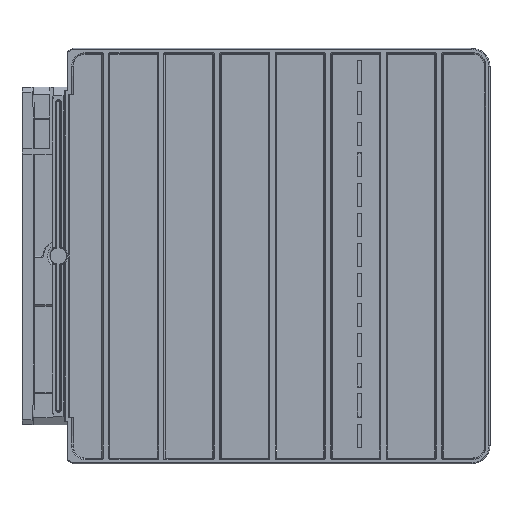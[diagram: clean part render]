
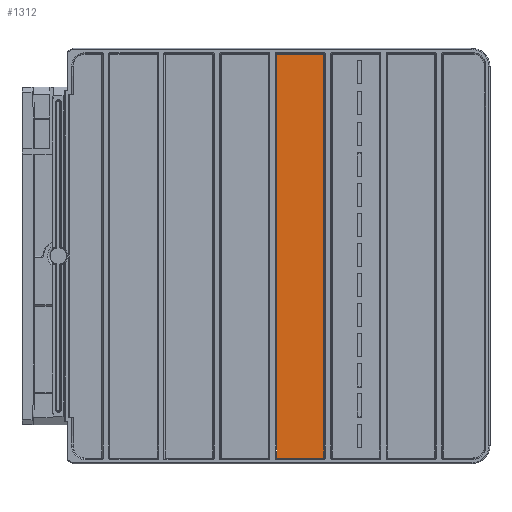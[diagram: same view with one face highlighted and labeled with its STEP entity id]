
A CAD part, front view. The second image highlights one B-rep face of the part: STEP entity #1312.
In plain terms, the highlighted planar face has unit normal (0, -1, 0).
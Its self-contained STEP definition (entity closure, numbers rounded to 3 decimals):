
#820=PLANE('',#12026);
#1312=ADVANCED_FACE('',(#2074),#820,.F.);
#2074=FACE_OUTER_BOUND('',#2696,.T.);
#2696=EDGE_LOOP('',(#6961,#6962,#6963,#6964));
#2897=LINE('',#15588,#3891);
#3616=LINE('',#20039,#4618);
#3617=LINE('',#20042,#4619);
#3620=LINE('',#20053,#4622);
#3891=VECTOR('',#12376,1.);
#4618=VECTOR('',#14677,1.);
#4619=VECTOR('',#14682,1.);
#4622=VECTOR('',#14697,1.);
#6961=ORIENTED_EDGE('',*,*,#10304,.T.);
#6962=ORIENTED_EDGE('',*,*,#8998,.T.);
#6963=ORIENTED_EDGE('',*,*,#10298,.T.);
#6964=ORIENTED_EDGE('',*,*,#10296,.T.);
#7808=VERTEX_POINT('',#15587);
#7809=VERTEX_POINT('',#15589);
#8684=VERTEX_POINT('',#20033);
#8687=VERTEX_POINT('',#20038);
#8998=EDGE_CURVE('',#7809,#7808,#2897,.T.);
#10296=EDGE_CURVE('',#8684,#8687,#3616,.T.);
#10298=EDGE_CURVE('',#7808,#8684,#3617,.T.);
#10304=EDGE_CURVE('',#8687,#7809,#3620,.T.);
#12026=AXIS2_PLACEMENT_3D('',#20054,#14698,#14699);
#12376=DIRECTION('',(1.,0.,0.));
#14677=DIRECTION('',(-1.,0.,0.));
#14682=DIRECTION('',(0.,0.,1.));
#14697=DIRECTION('',(0.,0.,-1.));
#14698=DIRECTION('',(0.,1.,0.));
#14699=DIRECTION('',(0.,0.,-1.));
#15587=CARTESIAN_POINT('',(120.88,-0.9,-61.924));
#15588=CARTESIAN_POINT('',(52.5,-0.9,-61.924));
#15589=CARTESIAN_POINT('',(102.493,-0.9,-61.924));
#20033=CARTESIAN_POINT('',(120.88,-0.9,95.125));
#20038=CARTESIAN_POINT('',(102.493,-0.9,95.125));
#20039=CARTESIAN_POINT('',(52.5,-0.9,95.125));
#20042=CARTESIAN_POINT('',(120.88,-0.9,1.5));
#20053=CARTESIAN_POINT('',(102.493,-0.9,1.5));
#20054=CARTESIAN_POINT('',(52.5,-0.9,1.5));
